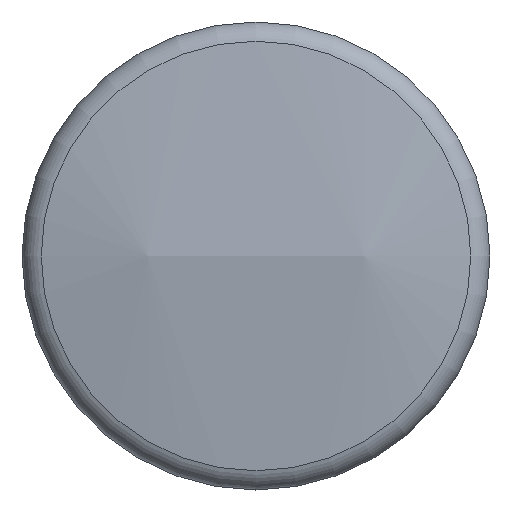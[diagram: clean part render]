
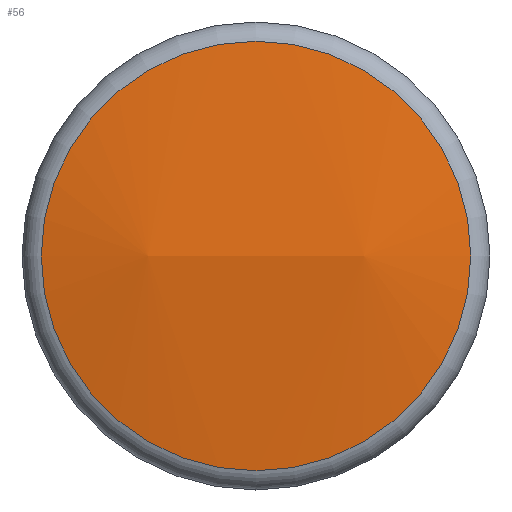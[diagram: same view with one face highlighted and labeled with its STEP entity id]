
A CAD part, front view. The second image highlights one B-rep face of the part: STEP entity #56.
In plain terms, the highlighted spherical face has radius 19.05 mm.
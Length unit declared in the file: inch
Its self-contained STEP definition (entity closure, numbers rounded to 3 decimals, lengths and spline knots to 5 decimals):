
#20=FACE_OUTER_BOUND('',#24,.T.);
#24=EDGE_LOOP('',(#43));
#28=CIRCLE('',#75,0.17209);
#33=VERTEX_POINT('',#106);
#37=EDGE_CURVE('',#33,#33,#28,.T.);
#43=ORIENTED_EDGE('',*,*,#37,.T.);
#55=SPHERICAL_SURFACE('',#74,0.75);
#56=ADVANCED_FACE('',(#20),#55,.T.);
#74=AXIS2_PLACEMENT_3D('',#105,#85,#86);
#75=AXIS2_PLACEMENT_3D('',#107,#87,#88);
#85=DIRECTION('center_axis',(0.,0.,1.));
#86=DIRECTION('ref_axis',(1.,0.,0.));
#87=DIRECTION('center_axis',(0.,-1.,0.));
#88=DIRECTION('ref_axis',(1.,0.,0.));
#105=CARTESIAN_POINT('Origin',(0.,0.75,0.));
#106=CARTESIAN_POINT('',(0.,0.02001,0.17209));
#107=CARTESIAN_POINT('Origin',(0.,0.02001,
0.));
